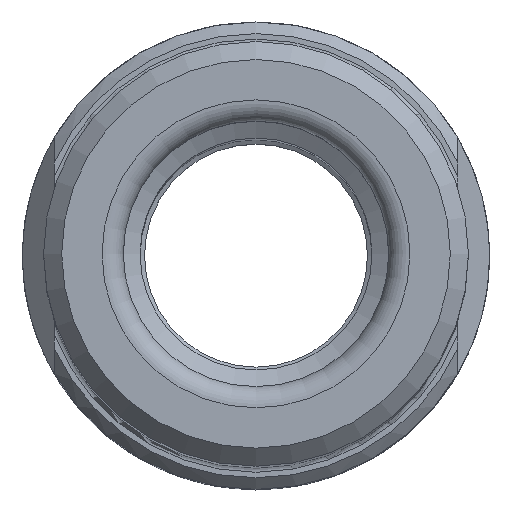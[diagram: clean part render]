
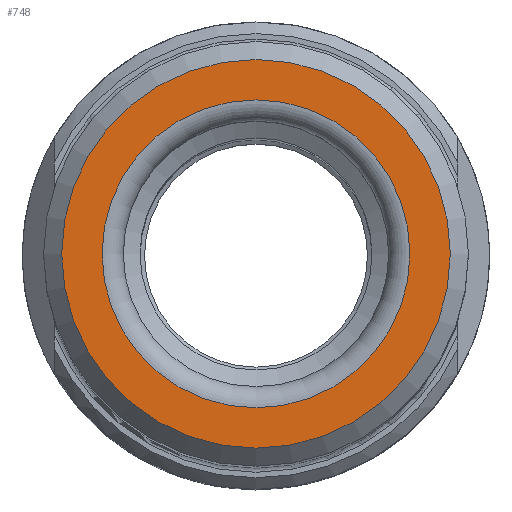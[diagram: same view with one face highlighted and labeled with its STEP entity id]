
A CAD part, top view. The second image highlights one B-rep face of the part: STEP entity #748.
In plain terms, the highlighted planar face has unit normal (0, 0, 1).
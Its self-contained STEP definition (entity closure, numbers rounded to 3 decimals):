
#95=PLANE('',#818);
#166=ORIENTED_EDGE('',*,*,#287,.F.);
#167=ORIENTED_EDGE('',*,*,#288,.T.);
#287=EDGE_CURVE('',#344,#344,#373,.T.);
#288=EDGE_CURVE('',#345,#345,#374,.F.);
#344=VERTEX_POINT('',#1151);
#345=VERTEX_POINT('',#1153);
#373=CIRCLE('',#819,7.25);
#374=CIRCLE('',#820,9.15);
#403=EDGE_LOOP('',(#166));
#404=EDGE_LOOP('',(#167));
#453=FACE_BOUND('',#403,.T.);
#454=FACE_BOUND('',#404,.T.);
#748=ADVANCED_FACE('',(#453,#454),#95,.F.);
#818=AXIS2_PLACEMENT_3D('',#1149,#956,#957);
#819=AXIS2_PLACEMENT_3D('',#1150,#958,#959);
#820=AXIS2_PLACEMENT_3D('',#1152,#960,#961);
#956=DIRECTION('',(0.,0.,-1.));
#957=DIRECTION('',(-1.,0.,0.));
#958=DIRECTION('',(0.,0.,1.));
#959=DIRECTION('',(1.,0.,0.));
#960=DIRECTION('',(0.,0.,-1.));
#961=DIRECTION('',(-1.,0.,0.));
#1149=CARTESIAN_POINT('',(10.,0.,80.5));
#1150=CARTESIAN_POINT('',(0.,0.,80.5));
#1151=CARTESIAN_POINT('',(7.25,0.,80.5));
#1152=CARTESIAN_POINT('',(0.,0.,80.5));
#1153=CARTESIAN_POINT('',(-9.15,0.,80.5));
